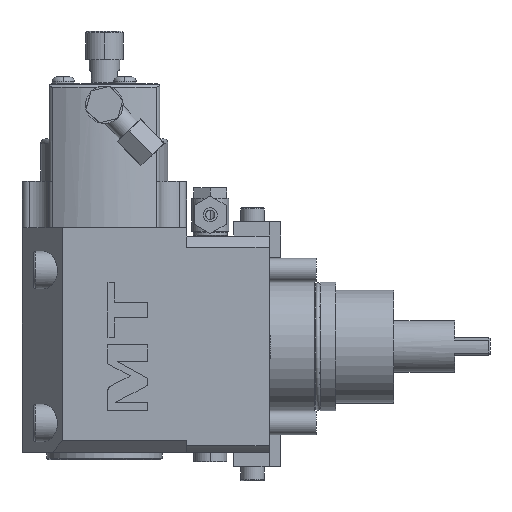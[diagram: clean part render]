
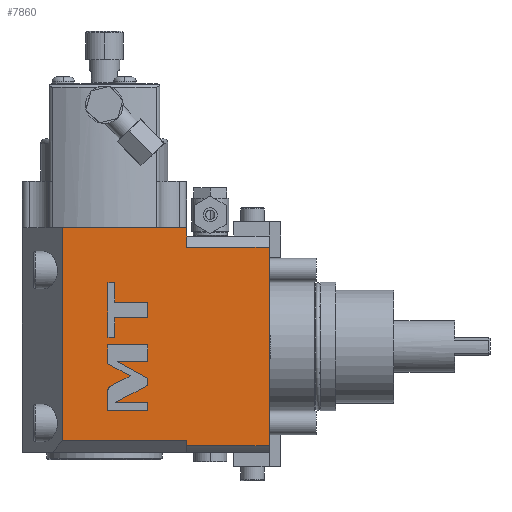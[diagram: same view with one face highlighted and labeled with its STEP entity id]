
A CAD part, front view. The second image highlights one B-rep face of the part: STEP entity #7860.
In plain terms, the highlighted planar face has unit normal (0, -1, 0).
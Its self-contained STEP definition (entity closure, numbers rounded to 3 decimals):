
#84=DIRECTION('',(0.,0.,-1.));
#85=VECTOR('',#84,84.291);
#86=CARTESIAN_POINT('',(0.,-42.,42.146));
#87=LINE('',#86,#85);
#167=DIRECTION('',(0.,0.,-1.));
#168=VECTOR('',#167,8.404);
#169=CARTESIAN_POINT('',(-35.,-42.,50.55));
#170=LINE('',#169,#168);
#656=DIRECTION('',(1.,0.,0.));
#657=VECTOR('',#656,18.);
#658=CARTESIAN_POINT('',(-88.,-42.,50.55));
#659=LINE('',#658,#657);
#660=DIRECTION('',(1.,0.,0.));
#661=VECTOR('',#660,35.);
#662=CARTESIAN_POINT('',(-70.,-42.,50.55));
#663=LINE('',#662,#661);
#664=DIRECTION('',(-1.,0.,0.));
#665=VECTOR('',#664,35.);
#666=CARTESIAN_POINT('',(0.,-42.,42.146));
#667=LINE('',#666,#665);
#668=DIRECTION('',(-1.,0.,0.));
#669=VECTOR('',#668,35.);
#670=CARTESIAN_POINT('',(0.,-42.,-42.146));
#671=LINE('',#670,#669);
#672=DIRECTION('',(0.,0.,-1.));
#673=VECTOR('',#672,90.55);
#674=CARTESIAN_POINT('',(-88.,-42.,50.55));
#675=LINE('',#674,#673);
#676=CARTESIAN_POINT('',(-67.393,-42.,-16.804));
#677=CARTESIAN_POINT('',(-68.076,-42.,-17.157));
#678=CARTESIAN_POINT('',(-68.5,-42.,-17.854));
#679=CARTESIAN_POINT('',(-68.5,-42.,-18.623));
#681=DIRECTION('',(0.,0.,-1.));
#682=VECTOR('',#681,8.546);
#683=CARTESIAN_POINT('',(-68.5,-42.,-18.623));
#684=LINE('',#683,#682);
#685=DIRECTION('',(1.,0.,0.));
#686=VECTOR('',#685,17.);
#687=CARTESIAN_POINT('',(-68.5,-42.,-27.169));
#688=LINE('',#687,#686);
#689=DIRECTION('',(0.,0.,1.));
#690=VECTOR('',#689,3.536);
#691=CARTESIAN_POINT('',(-51.5,-42.,-27.169));
#692=LINE('',#691,#690);
#693=DIRECTION('',(-1.,0.,0.));
#694=VECTOR('',#693,13.772);
#695=CARTESIAN_POINT('',(-51.5,-42.,-23.633));
#696=LINE('',#695,#694);
#697=DIRECTION('',(0.888,0.,0.459));
#698=VECTOR('',#697,14.258);
#699=CARTESIAN_POINT('',(-65.272,-42.,-23.633));
#700=LINE('',#699,#698);
#701=CARTESIAN_POINT('',(-52.607,-42.,-17.084));
#702=CARTESIAN_POINT('',(-51.924,-42.,-16.731));
#703=CARTESIAN_POINT('',(-51.5,-42.,-16.034));
#704=CARTESIAN_POINT('',(-51.5,-42.,-15.264));
#706=DIRECTION('',(0.,0.,1.));
#707=VECTOR('',#706,1.773);
#708=CARTESIAN_POINT('',(-51.5,-42.,-15.264));
#709=LINE('',#708,#707);
#710=DIRECTION('',(-0.877,0.,0.481));
#711=VECTOR('',#710,14.75);
#712=CARTESIAN_POINT('',(-51.5,-42.,-13.491));
#713=LINE('',#712,#711);
#714=DIRECTION('',(1.,0.,0.));
#715=VECTOR('',#714,12.93);
#716=CARTESIAN_POINT('',(-64.43,-42.,-6.394));
#717=LINE('',#716,#715);
#718=DIRECTION('',(0.,0.,1.));
#719=VECTOR('',#718,7.154);
#720=CARTESIAN_POINT('',(-51.5,-42.,-6.394));
#721=LINE('',#720,#719);
#722=DIRECTION('',(-1.,0.,0.));
#723=VECTOR('',#722,17.);
#724=CARTESIAN_POINT('',(-51.5,-42.,0.76));
#725=LINE('',#724,#723);
#726=DIRECTION('',(0.,0.,-1.));
#727=VECTOR('',#726,8.065);
#728=CARTESIAN_POINT('',(-68.5,-42.,0.76));
#729=LINE('',#728,#727);
#730=DIRECTION('',(0.877,0.,-0.481));
#731=VECTOR('',#730,10.778);
#732=CARTESIAN_POINT('',(-68.5,-42.,-7.305));
#733=LINE('',#732,#731);
#734=DIRECTION('',(-0.888,0.,-0.459));
#735=VECTOR('',#734,9.39);
#736=CARTESIAN_POINT('',(-59.052,-42.,-12.491));
#737=LINE('',#736,#735);
#738=DIRECTION('',(1.,0.,0.));
#739=VECTOR('',#738,14.105);
#740=CARTESIAN_POINT('',(-65.605,-42.,12.193));
#741=LINE('',#740,#739);
#742=DIRECTION('',(0.,0.,1.));
#743=VECTOR('',#742,6.733);
#744=CARTESIAN_POINT('',(-51.5,-42.,12.193));
#745=LINE('',#744,#743);
#746=DIRECTION('',(-1.,0.,0.));
#747=VECTOR('',#746,14.105);
#748=CARTESIAN_POINT('',(-51.5,-42.,18.926));
#749=LINE('',#748,#747);
#750=DIRECTION('',(0.,0.,1.));
#751=VECTOR('',#750,8.242);
#752=CARTESIAN_POINT('',(-65.605,-42.,18.926));
#753=LINE('',#752,#751);
#754=DIRECTION('',(-1.,0.,0.));
#755=VECTOR('',#754,2.895);
#756=CARTESIAN_POINT('',(-65.605,-42.,27.168));
#757=LINE('',#756,#755);
#758=DIRECTION('',(0.,0.,-1.));
#759=VECTOR('',#758,23.217);
#760=CARTESIAN_POINT('',(-68.5,-42.,27.168));
#761=LINE('',#760,#759);
#762=DIRECTION('',(1.,0.,0.));
#763=VECTOR('',#762,2.895);
#764=CARTESIAN_POINT('',(-68.5,-42.,3.951));
#765=LINE('',#764,#763);
#766=DIRECTION('',(0.,0.,1.));
#767=VECTOR('',#766,8.242);
#768=CARTESIAN_POINT('',(-65.605,-42.,3.951));
#769=LINE('',#768,#767);
#866=DIRECTION('',(1.,0.,0.));
#867=VECTOR('',#866,53.);
#868=CARTESIAN_POINT('',(-88.,-42.,-40.));
#869=LINE('',#868,#867);
#874=DIRECTION('',(0.,0.,-1.));
#875=VECTOR('',#874,2.146);
#876=CARTESIAN_POINT('',(-35.,-42.,-40.));
#877=LINE('',#876,#875);
#5969=CARTESIAN_POINT('',(0.,-42.,42.146));
#5970=CARTESIAN_POINT('',(0.,-42.,-42.146));
#5971=VERTEX_POINT('',#5969);
#5972=VERTEX_POINT('',#5970);
#5975=CARTESIAN_POINT('',(-35.,-42.,-42.146));
#5976=VERTEX_POINT('',#5975);
#6138=CARTESIAN_POINT('',(-35.,-42.,50.55));
#6140=VERTEX_POINT('',#6138);
#6149=CARTESIAN_POINT('',(-88.,-42.,50.55));
#6150=VERTEX_POINT('',#6149);
#6158=CARTESIAN_POINT('',(-88.,-42.,-40.));
#6160=VERTEX_POINT('',#6158);
#6226=CARTESIAN_POINT('',(-35.,-42.,-40.));
#6228=VERTEX_POINT('',#6226);
#6229=CARTESIAN_POINT('',(-35.,-42.,42.146));
#6231=VERTEX_POINT('',#6229);
#6342=CARTESIAN_POINT('',(-70.,-42.,50.55));
#6344=VERTEX_POINT('',#6342);
#7060=VERTEX_POINT('',#676);
#7061=VERTEX_POINT('',#679);
#7062=CARTESIAN_POINT('',(-68.5,-42.,-27.169));
#7063=VERTEX_POINT('',#7062);
#7064=CARTESIAN_POINT('',(-51.5,-42.,-27.169));
#7065=VERTEX_POINT('',#7064);
#7066=CARTESIAN_POINT('',(-51.5,-42.,-23.633));
#7067=VERTEX_POINT('',#7066);
#7068=CARTESIAN_POINT('',(-65.272,-42.,-23.633));
#7069=VERTEX_POINT('',#7068);
#7070=CARTESIAN_POINT('',(-52.607,-42.,-17.084));
#7071=VERTEX_POINT('',#7070);
#7072=VERTEX_POINT('',#704);
#7073=CARTESIAN_POINT('',(-51.5,-42.,-13.491));
#7074=VERTEX_POINT('',#7073);
#7075=CARTESIAN_POINT('',(-64.43,-42.,-6.394));
#7076=VERTEX_POINT('',#7075);
#7077=CARTESIAN_POINT('',(-51.5,-42.,-6.394));
#7078=VERTEX_POINT('',#7077);
#7079=CARTESIAN_POINT('',(-51.5,-42.,0.76));
#7080=VERTEX_POINT('',#7079);
#7081=CARTESIAN_POINT('',(-68.5,-42.,0.76));
#7082=VERTEX_POINT('',#7081);
#7083=CARTESIAN_POINT('',(-68.5,-42.,-7.305));
#7084=VERTEX_POINT('',#7083);
#7085=CARTESIAN_POINT('',(-59.052,-42.,-12.491));
#7086=VERTEX_POINT('',#7085);
#7087=CARTESIAN_POINT('',(-65.605,-42.,12.193));
#7088=CARTESIAN_POINT('',(-51.5,-42.,12.193));
#7089=VERTEX_POINT('',#7087);
#7090=VERTEX_POINT('',#7088);
#7091=CARTESIAN_POINT('',(-51.5,-42.,18.926));
#7092=VERTEX_POINT('',#7091);
#7093=CARTESIAN_POINT('',(-65.605,-42.,18.926));
#7094=VERTEX_POINT('',#7093);
#7095=CARTESIAN_POINT('',(-65.605,-42.,27.168));
#7096=VERTEX_POINT('',#7095);
#7097=CARTESIAN_POINT('',(-68.5,-42.,27.168));
#7098=VERTEX_POINT('',#7097);
#7099=CARTESIAN_POINT('',(-68.5,-42.,3.951));
#7100=VERTEX_POINT('',#7099);
#7101=CARTESIAN_POINT('',(-65.605,-42.,3.951));
#7102=VERTEX_POINT('',#7101);
#7789=CARTESIAN_POINT('',(-35.,-42.,47.));
#7790=DIRECTION('',(0.,1.,0.));
#7791=DIRECTION('',(0.,0.,-1.));
#7792=AXIS2_PLACEMENT_3D('',#7789,#7790,#7791);
#7793=PLANE('',#7792);
#7794=ORIENTED_EDGE('',*,*,#7453,.T.);
#7795=ORIENTED_EDGE('',*,*,#7772,.T.);
#7796=ORIENTED_EDGE('',*,*,#7339,.T.);
#7798=ORIENTED_EDGE('',*,*,#7797,.F.);
#7799=ORIENTED_EDGE('',*,*,#7177,.T.);
#7801=ORIENTED_EDGE('',*,*,#7800,.T.);
#7803=ORIENTED_EDGE('',*,*,#7802,.F.);
#7805=ORIENTED_EDGE('',*,*,#7804,.F.);
#7807=ORIENTED_EDGE('',*,*,#7806,.F.);
#7808=EDGE_LOOP('',(#7794,#7795,#7796,#7798,#7799,#7801,#7803,#7805,#7807));
#7809=FACE_OUTER_BOUND('',#7808,.F.);
#7811=ORIENTED_EDGE('',*,*,#7810,.T.);
#7813=ORIENTED_EDGE('',*,*,#7812,.T.);
#7815=ORIENTED_EDGE('',*,*,#7814,.T.);
#7817=ORIENTED_EDGE('',*,*,#7816,.T.);
#7819=ORIENTED_EDGE('',*,*,#7818,.T.);
#7821=ORIENTED_EDGE('',*,*,#7820,.T.);
#7823=ORIENTED_EDGE('',*,*,#7822,.T.);
#7825=ORIENTED_EDGE('',*,*,#7824,.T.);
#7827=ORIENTED_EDGE('',*,*,#7826,.T.);
#7829=ORIENTED_EDGE('',*,*,#7828,.T.);
#7831=ORIENTED_EDGE('',*,*,#7830,.T.);
#7833=ORIENTED_EDGE('',*,*,#7832,.T.);
#7835=ORIENTED_EDGE('',*,*,#7834,.T.);
#7837=ORIENTED_EDGE('',*,*,#7836,.T.);
#7839=ORIENTED_EDGE('',*,*,#7838,.T.);
#7840=EDGE_LOOP('',(#7811,#7813,#7815,#7817,#7819,#7821,#7823,#7825,#7827,#7829,
#7831,#7833,#7835,#7837,#7839));
#7841=FACE_BOUND('',#7840,.F.);
#7843=ORIENTED_EDGE('',*,*,#7842,.T.);
#7845=ORIENTED_EDGE('',*,*,#7844,.T.);
#7847=ORIENTED_EDGE('',*,*,#7846,.T.);
#7849=ORIENTED_EDGE('',*,*,#7848,.T.);
#7851=ORIENTED_EDGE('',*,*,#7850,.T.);
#7853=ORIENTED_EDGE('',*,*,#7852,.T.);
#7855=ORIENTED_EDGE('',*,*,#7854,.T.);
#7857=ORIENTED_EDGE('',*,*,#7856,.T.);
#7858=EDGE_LOOP('',(#7843,#7845,#7847,#7849,#7851,#7853,#7855,#7857));
#7859=FACE_BOUND('',#7858,.F.);
#7860=ADVANCED_FACE('',(#7809,#7841,#7859),#7793,.F.);
#680=B_SPLINE_CURVE_WITH_KNOTS('',3,(#676,#677,#678,#679),.UNSPECIFIED.,.F.,.F.,
(4,4),(0.,1.),.UNSPECIFIED.);
#705=B_SPLINE_CURVE_WITH_KNOTS('',3,(#701,#702,#703,#704),.UNSPECIFIED.,.F.,.F.,
(4,4),(0.,1.),.UNSPECIFIED.);
#7177=EDGE_CURVE('',#5971,#5972,#87,.T.);
#7339=EDGE_CURVE('',#6140,#6231,#170,.T.);
#7453=EDGE_CURVE('',#6150,#6344,#659,.T.);
#7772=EDGE_CURVE('',#6344,#6140,#663,.T.);
#7797=EDGE_CURVE('',#5971,#6231,#667,.T.);
#7800=EDGE_CURVE('',#5972,#5976,#671,.T.);
#7802=EDGE_CURVE('',#6228,#5976,#877,.T.);
#7804=EDGE_CURVE('',#6160,#6228,#869,.T.);
#7806=EDGE_CURVE('',#6150,#6160,#675,.T.);
#7810=EDGE_CURVE('',#7060,#7061,#680,.T.);
#7812=EDGE_CURVE('',#7061,#7063,#684,.T.);
#7814=EDGE_CURVE('',#7063,#7065,#688,.T.);
#7816=EDGE_CURVE('',#7065,#7067,#692,.T.);
#7818=EDGE_CURVE('',#7067,#7069,#696,.T.);
#7820=EDGE_CURVE('',#7069,#7071,#700,.T.);
#7822=EDGE_CURVE('',#7071,#7072,#705,.T.);
#7824=EDGE_CURVE('',#7072,#7074,#709,.T.);
#7826=EDGE_CURVE('',#7074,#7076,#713,.T.);
#7828=EDGE_CURVE('',#7076,#7078,#717,.T.);
#7830=EDGE_CURVE('',#7078,#7080,#721,.T.);
#7832=EDGE_CURVE('',#7080,#7082,#725,.T.);
#7834=EDGE_CURVE('',#7082,#7084,#729,.T.);
#7836=EDGE_CURVE('',#7084,#7086,#733,.T.);
#7838=EDGE_CURVE('',#7086,#7060,#737,.T.);
#7842=EDGE_CURVE('',#7089,#7090,#741,.T.);
#7844=EDGE_CURVE('',#7090,#7092,#745,.T.);
#7846=EDGE_CURVE('',#7092,#7094,#749,.T.);
#7848=EDGE_CURVE('',#7094,#7096,#753,.T.);
#7850=EDGE_CURVE('',#7096,#7098,#757,.T.);
#7852=EDGE_CURVE('',#7098,#7100,#761,.T.);
#7854=EDGE_CURVE('',#7100,#7102,#765,.T.);
#7856=EDGE_CURVE('',#7102,#7089,#769,.T.);
